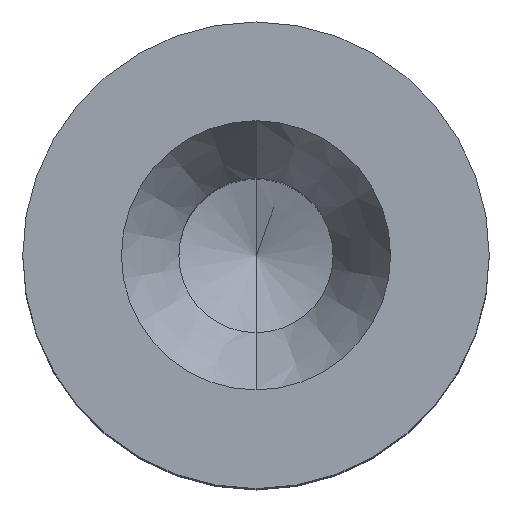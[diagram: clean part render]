
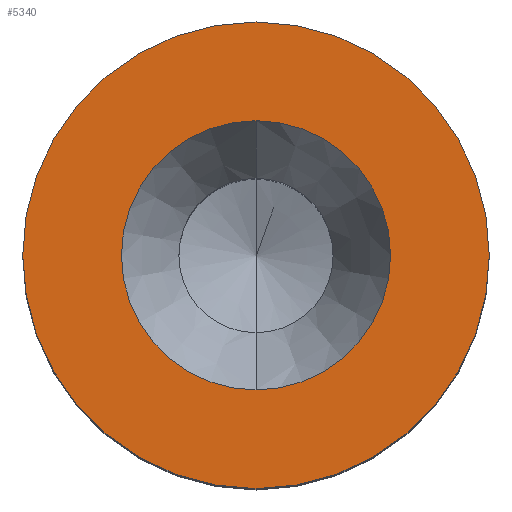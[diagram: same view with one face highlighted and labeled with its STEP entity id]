
A CAD part, top view. The second image highlights one B-rep face of the part: STEP entity #5340.
In plain terms, the highlighted planar face has unit normal (0, 0, 1).
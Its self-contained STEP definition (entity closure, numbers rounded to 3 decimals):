
#4990=CARTESIAN_POINT('',(47.,7.,37.));
#5000=DIRECTION('',(0.,-0.,1.));
#5010=DIRECTION('',(0.,1.,0.));
#5020=AXIS2_PLACEMENT_3D('',#4990,#5000,#5010);
#5030=PLANE('',#5020);
#5040=CARTESIAN_POINT('',(47.,7.,37.));
#5050=DIRECTION('',(0.,0.,1.));
#5060=DIRECTION('',(0.,1.,0.));
#5070=AXIS2_PLACEMENT_3D('',#5040,#5050,#5060);
#5080=CIRCLE('',#5070,3.75);
#5090=CARTESIAN_POINT('',(47.,10.75,37.));
#5100=VERTEX_POINT('',#5090);
#5110=CARTESIAN_POINT('',(47.,3.25,37.));
#5120=VERTEX_POINT('',#5110);
#5130=EDGE_CURVE('',#5100,#5120,#5080,.T.);
#5140=ORIENTED_EDGE('',*,*,#5130,.F.);
#5150=EDGE_CURVE('',#5120,#5100,#5080,.T.);
#5160=ORIENTED_EDGE('',*,*,#5150,.F.);
#5170=EDGE_LOOP('',(#5160,#5140));
#5180=FACE_BOUND('',#5170,.T.);
#5190=CARTESIAN_POINT('',(47.,7.,37.));
#5200=DIRECTION('',(0.,0.,1.));
#5210=DIRECTION('',(0.,1.,0.));
#5220=AXIS2_PLACEMENT_3D('',#5190,#5200,#5210);
#5230=CIRCLE('',#5220,6.5);
#5240=CARTESIAN_POINT('',(47.,13.5,37.));
#5250=VERTEX_POINT('',#5240);
#5260=CARTESIAN_POINT('',(47.,0.5,37.));
#5270=VERTEX_POINT('',#5260);
#5280=EDGE_CURVE('',#5250,#5270,#5230,.T.);
#5290=ORIENTED_EDGE('',*,*,#5280,.T.);
#5300=EDGE_CURVE('',#5270,#5250,#5230,.T.);
#5310=ORIENTED_EDGE('',*,*,#5300,.T.);
#5320=EDGE_LOOP('',(#5310,#5290));
#5330=FACE_OUTER_BOUND('',#5320,.T.);
#5340=ADVANCED_FACE('',(#5180,#5330),#5030,.T.);
